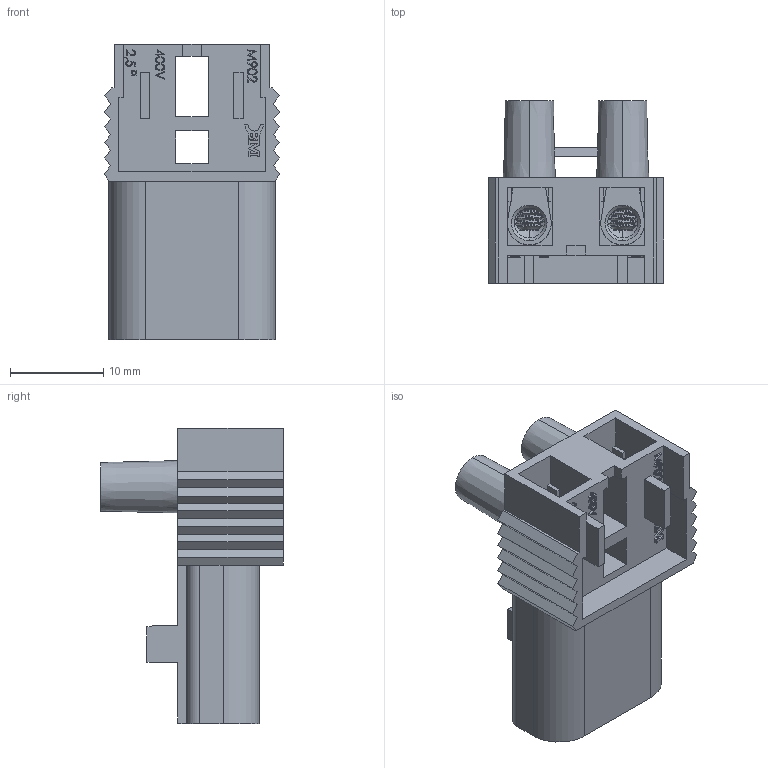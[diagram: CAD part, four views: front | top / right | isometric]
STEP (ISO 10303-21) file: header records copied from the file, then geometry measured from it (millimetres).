
FILE_DESCRIPTION (( 'STEP AP203' ), '1' );
FILE_NAME ('B9022.STEP', '2022-12-20T09:50:55', ( '' ), ( '' ), 'SwSTEP 2.0', 'SolidWorks 2022', '' );
FILE_SCHEMA (( 'CONFIG_CONTROL_DESIGN' ));
Length unit declared in the file: millimetre
Products named in the file (4): B9022; SAVMIC36; SABUSF903
Assembly tree (5 placements, depth 2):
  B9022
    B9022
    SAVMIC36  x2
    SABUSF903  x2
Bounding box: 18.8 x 19.55 x 31.7 mm (x, y, z)
Volume: 2816.7 mm3; surface area: 6313.7 mm2
Topology: 5 solids, 5 shells, 579 faces, 1577 edges, 1030 vertices
Faces by surface type: plane 329, cylinder 132, bspline 62, cone 56
Entity records: 20791 total; most frequent: CARTESIAN_POINT 8558, ORIENTED_EDGE 2606, DIRECTION 2200, EDGE_CURVE 1303, LINE 880, VECTOR 880, VERTEX_POINT 856, AXIS2_PLACEMENT_3D 660
